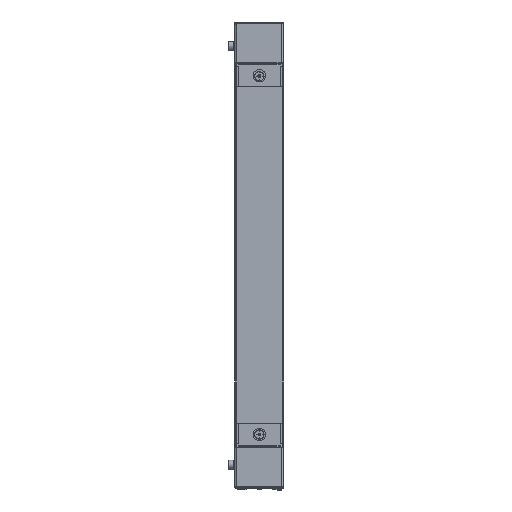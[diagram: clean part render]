
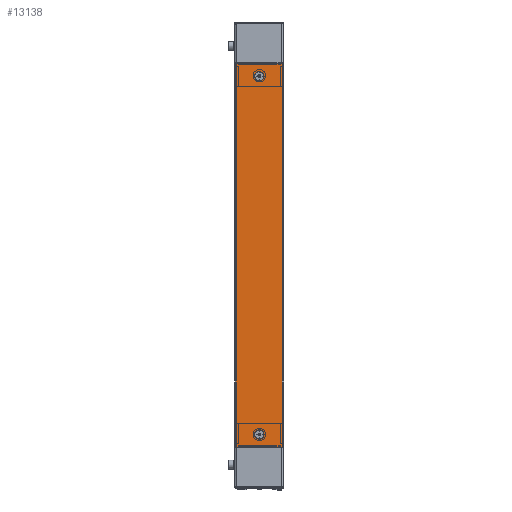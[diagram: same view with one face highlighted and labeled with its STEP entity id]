
A CAD part, left-side view. The second image highlights one B-rep face of the part: STEP entity #13138.
In plain terms, the highlighted face is planar.
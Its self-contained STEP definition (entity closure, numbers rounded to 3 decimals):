
#518 = LINE ( 'NONE', #30351, #29905 ) ;
#979 = CIRCLE ( 'NONE', #2310, 9. ) ;
#1526 = VERTEX_POINT ( 'NONE', #29925 ) ;
#1651 = DIRECTION ( 'NONE',  ( 0., -1., 0. ) ) ;
#1853 = CARTESIAN_POINT ( 'NONE',  ( -363.5, -2., 0. ) ) ;
#2053 = CARTESIAN_POINT ( 'NONE',  ( 363.5, -2., 0. ) ) ;
#2310 = AXIS2_PLACEMENT_3D ( 'NONE', #18710, #1651, #21568 ) ;
#3171 = PLANE ( 'NONE',  #34152 ) ;
#4381 = FACE_OUTER_BOUND ( 'NONE', #9622, .T. ) ;
#4696 = DIRECTION ( 'NONE',  ( 0., 0., -1. ) ) ;
#4864 = ORIENTED_EDGE ( 'NONE', *, *, #15862, .F. ) ;
#4904 = DIRECTION ( 'NONE',  ( 0., 0., -1. ) ) ;
#4935 = LINE ( 'NONE', #34161, #20106 ) ;
#5836 = ORIENTED_EDGE ( 'NONE', *, *, #33308, .F. ) ;
#6004 = CARTESIAN_POINT ( 'NONE',  ( 389., -2., 48. ) ) ;
#7048 = VERTEX_POINT ( 'NONE', #13375 ) ;
#7369 = LINE ( 'NONE', #31079, #29220 ) ;
#7647 = EDGE_LOOP ( 'NONE', ( #32375, #35621 ) ) ;
#7756 = CARTESIAN_POINT ( 'NONE',  ( -363.5, -2., 0. ) ) ;
#7829 = CIRCLE ( 'NONE', #16504, 9. ) ;
#9622 = EDGE_LOOP ( 'NONE', ( #13522, #29417, #35838, #26352 ) ) ;
#9713 = DIRECTION ( 'NONE',  ( 0., 0., 1. ) ) ;
#10651 = DIRECTION ( 'NONE',  ( 0., 0., -1. ) ) ;
#11074 = FACE_BOUND ( 'NONE', #7647, .T. ) ;
#11624 = VERTEX_POINT ( 'NONE', #28802 ) ;
#11765 = DIRECTION ( 'NONE',  ( 0., 1., 0. ) ) ;
#12229 = CARTESIAN_POINT ( 'NONE',  ( -363.5, -2., -9. ) ) ;
#12911 = EDGE_CURVE ( 'NONE', #11624, #15531, #32453, .T. ) ;
#13138 = ADVANCED_FACE ( 'NONE', ( #11074, #25285, #4381 ), #3171, .F. ) ;
#13375 = CARTESIAN_POINT ( 'NONE',  ( 389., -2., 47. ) ) ;
#13522 = ORIENTED_EDGE ( 'NONE', *, *, #29221, .T. ) ;
#14273 = EDGE_CURVE ( 'NONE', #7048, #19389, #7369, .T. ) ;
#14439 = VECTOR ( 'NONE', #9713, 1000. ) ;
#15029 = CIRCLE ( 'NONE', #20974, 9. ) ;
#15531 = VERTEX_POINT ( 'NONE', #20499 ) ;
#15862 = EDGE_CURVE ( 'NONE', #35442, #1526, #15029, .T. ) ;
#16504 = AXIS2_PLACEMENT_3D ( 'NONE', #1853, #21762, #4696 ) ;
#17076 = CARTESIAN_POINT ( 'NONE',  ( -389., -2., -48. ) ) ;
#17145 = DIRECTION ( 'NONE',  ( 0., 0., -1. ) ) ;
#18710 = CARTESIAN_POINT ( 'NONE',  ( 363.5, -2., 0. ) ) ;
#18807 = EDGE_CURVE ( 'NONE', #22270, #19389, #29584, .T. ) ;
#19389 = VERTEX_POINT ( 'NONE', #22722 ) ;
#20106 = VECTOR ( 'NONE', #17145, 1000. ) ;
#20499 = CARTESIAN_POINT ( 'NONE',  ( 363.5, -2., -9. ) ) ;
#20865 = EDGE_CURVE ( 'NONE', #7048, #35584, #4935, .T. ) ;
#20974 = AXIS2_PLACEMENT_3D ( 'NONE', #7756, #27685, #10651 ) ;
#21568 = DIRECTION ( 'NONE',  ( 0., 0., -1. ) ) ;
#21762 = DIRECTION ( 'NONE',  ( 0., -1., 0. ) ) ;
#21967 = DIRECTION ( 'NONE',  ( 0., -1., 0. ) ) ;
#22270 = VERTEX_POINT ( 'NONE', #35813 ) ;
#22722 = CARTESIAN_POINT ( 'NONE',  ( -389., -2., 47. ) ) ;
#25285 = FACE_BOUND ( 'NONE', #26374, .T. ) ;
#26352 = ORIENTED_EDGE ( 'NONE', *, *, #18807, .F. ) ;
#26374 = EDGE_LOOP ( 'NONE', ( #4864, #5836 ) ) ;
#27685 = DIRECTION ( 'NONE',  ( 0., -1., 0. ) ) ;
#28802 = CARTESIAN_POINT ( 'NONE',  ( 363.5, -2., 9. ) ) ;
#28951 = EDGE_CURVE ( 'NONE', #15531, #11624, #979, .T. ) ;
#29220 = VECTOR ( 'NONE', #33917, 1000. ) ;
#29221 = EDGE_CURVE ( 'NONE', #22270, #35584, #518, .T. ) ;
#29417 = ORIENTED_EDGE ( 'NONE', *, *, #20865, .F. ) ;
#29584 = LINE ( 'NONE', #17076, #14439 ) ;
#29905 = VECTOR ( 'NONE', #35934, 1000. ) ;
#29925 = CARTESIAN_POINT ( 'NONE',  ( -363.5, -2., 9. ) ) ;
#30351 = CARTESIAN_POINT ( 'NONE',  ( -389., -2., -47. ) ) ;
#31079 = CARTESIAN_POINT ( 'NONE',  ( 389., -2., 47. ) ) ;
#31665 = DIRECTION ( 'NONE',  ( 0., 0., 1. ) ) ;
#32375 = ORIENTED_EDGE ( 'NONE', *, *, #28951, .F. ) ;
#32453 = CIRCLE ( 'NONE', #32980, 9. ) ;
#32868 = CARTESIAN_POINT ( 'NONE',  ( 389., -2., -47. ) ) ;
#32980 = AXIS2_PLACEMENT_3D ( 'NONE', #2053, #21967, #4904 ) ;
#33308 = EDGE_CURVE ( 'NONE', #1526, #35442, #7829, .T. ) ;
#33917 = DIRECTION ( 'NONE',  ( -1., 0., 0. ) ) ;
#34152 = AXIS2_PLACEMENT_3D ( 'NONE', #6004, #11765, #31665 ) ;
#34161 = CARTESIAN_POINT ( 'NONE',  ( 389., -2., -48. ) ) ;
#35442 = VERTEX_POINT ( 'NONE', #12229 ) ;
#35584 = VERTEX_POINT ( 'NONE', #32868 ) ;
#35621 = ORIENTED_EDGE ( 'NONE', *, *, #12911, .F. ) ;
#35813 = CARTESIAN_POINT ( 'NONE',  ( -389., -2., -47. ) ) ;
#35838 = ORIENTED_EDGE ( 'NONE', *, *, #14273, .T. ) ;
#35934 = DIRECTION ( 'NONE',  ( 1., 0., 0. ) ) ;
